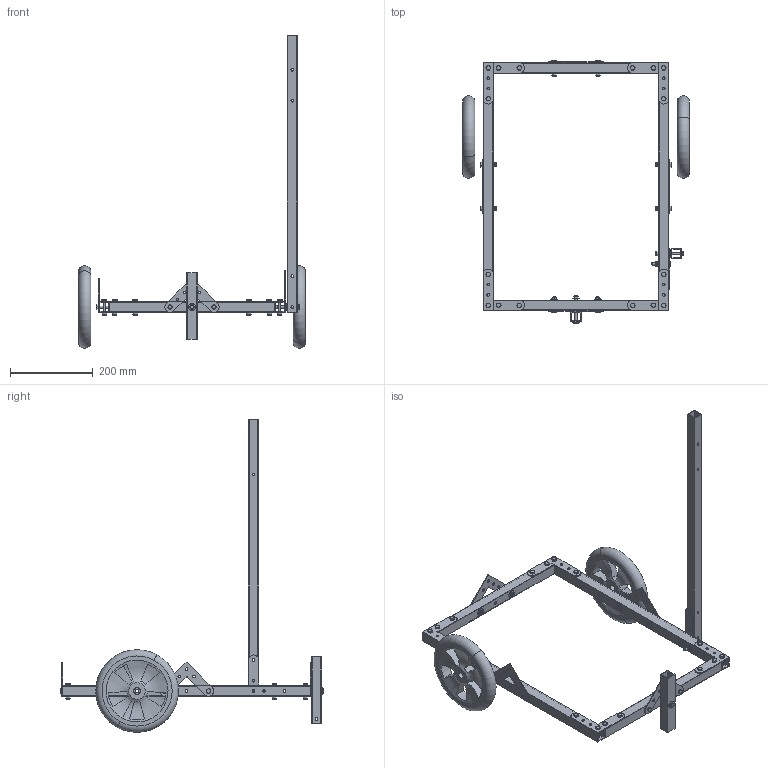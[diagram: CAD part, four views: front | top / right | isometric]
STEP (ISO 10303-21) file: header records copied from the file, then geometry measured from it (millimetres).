
FILE_DESCRIPTION(('FreeCAD Model'),'2;1');
FILE_NAME('Open CASCADE Shape Model','2025-02-11T18:41:03',(''),(''), 'Open CASCADE STEP processor 7.6','FreeCAD','Unknown');
FILE_SCHEMA(('AUTOMOTIVE_DESIGN { 1 0 10303 214 1 1 1 1 }'));
Length unit declared in the file: millimetre
Products named in the file (42): Assembly; LCS_Origin; étape_1; L31R; T24; étape_2; CHO17; Model; QIN35; M6x35-Screw; LCS_Tete; QIN12; QIN06; LCS_Ecrou; M6-Nut; étape_3; Etape_4; Etape_5; Part; M002_Maceo; LCS_1; LCS_1B; LCS_2A; LCS_2B; QIN65; M6x65-Screw; Etape_6; Roue; remorque_roue; LCS_2; Etape_7; L102; QIN45; M6x45-Vis
Assembly tree (84 placements, depth 5):
  Assembly
    LCS_Origin
    étape_1
      L31R  x2
      T24
    étape_2
      CHO17  x2
      Model  x8
        LCS_Origin
        QIN35
          M6x35-Screw
          LCS_Tete
        QIN12
        QIN06
          LCS_Ecrou
          M6-Nut
    étape_3
      CHO17  x2
      T24
      Model  x8
        LCS_Origin
        QIN35
          M6x35-Screw
          LCS_Tete
        QIN12
        QIN06
          LCS_Ecrou
          M6-Nut
    Etape_4
      CHO17  x4
      Model  x8
        LCS_Origin
        QIN35
          M6x35-Screw
          LCS_Tete
        QIN12
        QIN06
          LCS_Ecrou
          M6-Nut
    Etape_5
      Part
        M002_Maceo
        LCS_1
        LCS_1B
        LCS_2A
        LCS_2B
      Model
        LCS_Origin
        QIN12  x2
        QIN65
          M6x65-Screw
          LCS_Tete
        QIN06
          LCS_Ecrou
          M6-Nut
    Etape_6
      Roue  x2
        remorque_roue
        LCS_1
        LCS_2
Bounding box: 550 x 638.2 x 757.47 mm (x, y, z)
Volume: 1896564.6 mm3; surface area: 816192.2 mm2
Topology: 103 solids, 103 shells, 1674 faces, 3788 edges, 2400 vertices
Faces by surface type: plane 718, cylinder 597, cone 293, revolution 35, torus 31
Full cylindrical faces by diameter (mm): 5 x27, 6 x28, 6.5 x168, 6.667 x27, 8.5 x4, 9.5 x26, 9.99 x27, 12 x1, 18 x32
Entity records: 8816 total; most frequent: CARTESIAN_POINT 1590, DIRECTION 1481, ORIENTED_EDGE 1164, AXIS2_PLACEMENT_3D 605, EDGE_CURVE 582, FACE_BOUND 382, EDGE_LOOP 382, VERTEX_POINT 378
